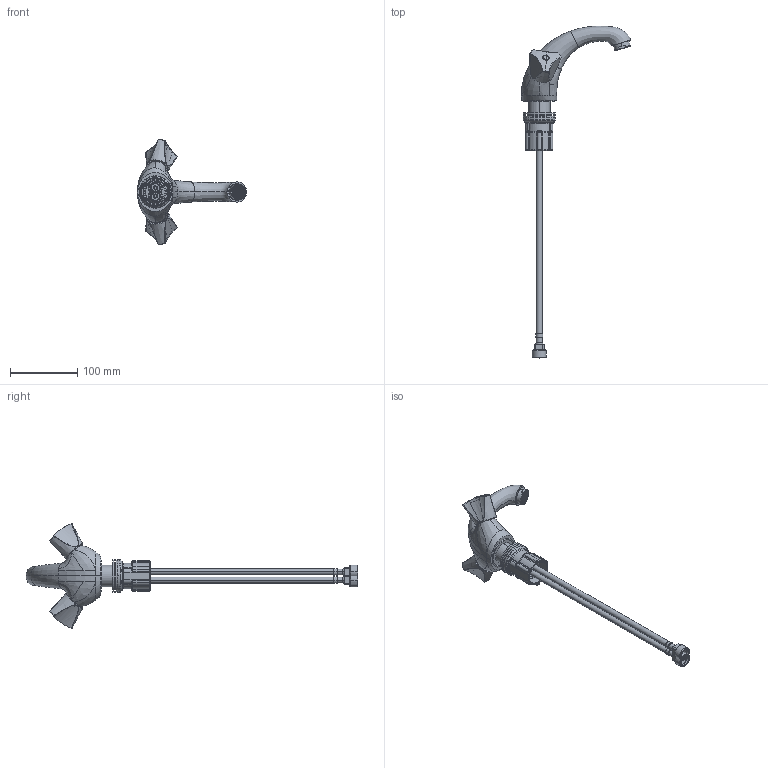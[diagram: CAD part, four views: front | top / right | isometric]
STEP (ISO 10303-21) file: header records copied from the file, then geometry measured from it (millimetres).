
FILE_DESCRIPTION((''),'2;1');
FILE_NAME('JS1A0586_ASM','2021-03-07T',('蚰貀癡妧庣斕勛'),('Globeunion.com'),'PRO/ENGINEER BY PARAMETRIC TECHNOLOGY CORPORATION, 2014000','PRO/ENGINEER BY PARAMETRIC TECHNOLOGY CORPORATION, 2014000','');
FILE_SCHEMA(('CONFIG_CONTROL_DESIGN'));
Products named in the file (34): 106966N-90; 531084NH-01; 531084NH-02; 531084NH-03; 531084NH-04; 531084NH-05; 531084NH-06; 531084NH-08; 531084NH-09; 531084NH-10; 531084NH-11; 531084NH-12; 531084NH-13_AF0; 531094NH_ASM; 037110; 020020; 042009H; 531084NH-13_AF1; 531094NC_ASM; 042009C; 054112-C; 082039; 023012; 510163_ASM; 027185; 071099; 024002; 024003; 7521001; 058497; 056101_ASM; 300232NH; 300232NC; JS1A0586_ASM
Assembly tree (48 placements, depth 3):
  JS1A0586_ASM
    106966N-90
    531094NH_ASM
      531084NH-01
      531084NH-02
      531084NH-03
      531084NH-04  x2
      531084NH-05
      531084NH-06
      531084NH-08
      531084NH-09
      531084NH-10
      531084NH-11
      531084NH-12
      531084NH-13_AF0
    037110  x2
    020020  x2
    042009H
    531094NC_ASM
      531084NH-01
      531084NH-02
      531084NH-03
      531084NH-04  x2
      531084NH-05
      531084NH-06
      531084NH-08
      531084NH-09
      531084NH-10
      531084NH-11
      531084NH-12
      531084NH-13_AF1
    042009C
    510163_ASM
      054112-C
      082039
      023012
    027185
    071099
    024002
    024003
    056101_ASM
      7521001
      058497
    300232NH
    300232NC
Bounding box: 162.44 x 493.65 x 156.06 mm (x, y, z)
Volume: 215763.8 mm3; surface area: 178997.3 mm2
Topology: 44 solids, 44 shells, 4788 faces, 13031 edges, 8323 vertices
Faces by surface type: plane 2124, cylinder 1720, bspline 426, torus 273, cone 209, sphere 36
Entity records: 184995 total; most frequent: CARTESIAN_POINT 81963, ORIENTED_EDGE 22730, DIRECTION 18344, EDGE_CURVE 11365, VERTEX_POINT 7288, VECTOR 6534, LINE 6534, AXIS2_PLACEMENT_3D 5905
